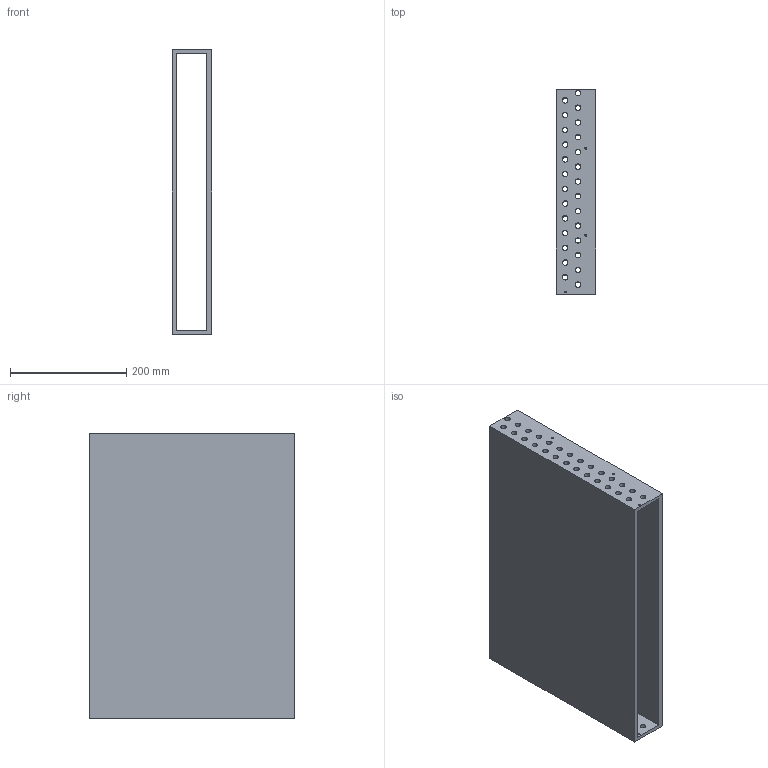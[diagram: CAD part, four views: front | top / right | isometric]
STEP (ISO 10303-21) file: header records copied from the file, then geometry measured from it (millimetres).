
FILE_DESCRIPTION(('produced by SPATIAL CORP'),'2;1');
FILE_NAME( 'cn48-486.prt.hh.sat.stp', '2002-04-19T13:33:49+00:00',('SPATIAL CORP'),('SPATIAL CORP'), 'ACIS STEP Husk','http://www.spatial.com','SPATIAL CORP');
FILE_SCHEMA(('CONFIG_CONTROL_DESIGN'));
Length unit declared in the file: millimetre
Products named in the file (1): PRODUCT_ID_1
Bounding box: 67.77 x 353.06 x 490.22 mm (x, y, z)
Volume: 2848482.8 mm3; surface area: 787408.8 mm2
Topology: 1 solids, 1 shells, 130 faces, 384 edges, 256 vertices
Faces by surface type: cylinder 120, plane 10
Entity records: 4817 total; most frequent: DIRECTION 884, CARTESIAN_POINT 770, ORIENTED_EDGE 768, EDGE_CURVE 384, AXIS2_PLACEMENT_3D 370, VERTEX_POINT 256, EDGE_LOOP 252, FACE_BOUND 252
